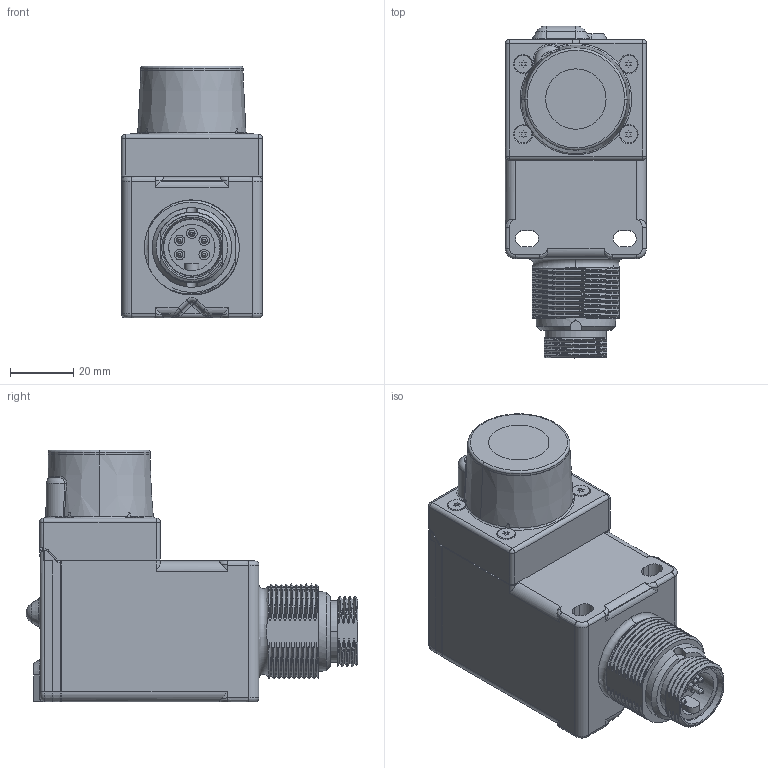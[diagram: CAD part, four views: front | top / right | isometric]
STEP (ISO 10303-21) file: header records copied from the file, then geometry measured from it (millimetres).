
FILE_DESCRIPTION((''),'2;1');
FILE_NAME('156715_SM01_ASM','2022-11-07T10:59:23',('PDMAdmin'),('BANNER ENGINEERING'),'CREO PARAMETRIC BY PTC INC, 2019292','CREO PARAMETRIC BY PTC INC, 2019292','');
FILE_SCHEMA(('CONFIG_CONTROL_DESIGN'));
Length unit declared in the file: millimetre
Products named in the file (2): 156715_EP01; 156715_SM01_ASM
Assembly tree (1 placements, depth 2):
  156715_SM01_ASM
    156715_EP01
Bounding box: 44.57 x 104.65 x 79.43 mm (x, y, z)
Volume: 188196.5 mm3; surface area: 28447.6 mm2
Topology: 1 solids, 1 shells, 612 faces, 1597 edges, 1012 vertices
Faces by surface type: plane 212, cylinder 158, bspline 140, cone 62, torus 29, sphere 11
Entity records: 30647 total; most frequent: CARTESIAN_POINT 16584, ORIENTED_EDGE 3180, DIRECTION 2500, EDGE_CURVE 1590, VERTEX_POINT 1012, AXIS2_PLACEMENT_3D 855, VECTOR 790, LINE 790
